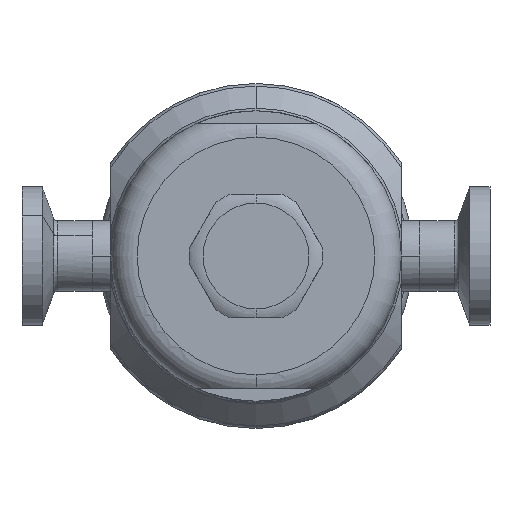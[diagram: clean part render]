
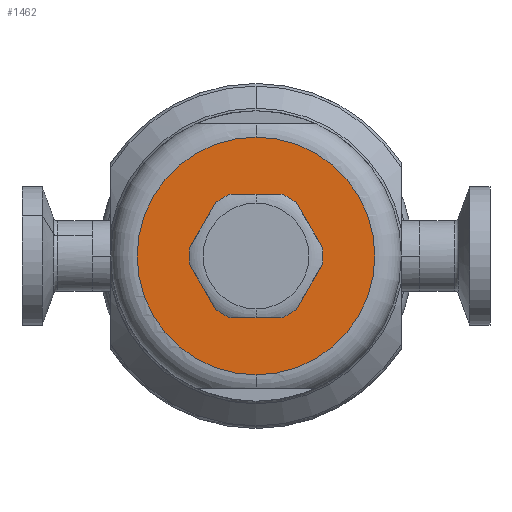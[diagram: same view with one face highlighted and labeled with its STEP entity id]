
A CAD part, front view. The second image highlights one B-rep face of the part: STEP entity #1462.
In plain terms, the highlighted planar face has unit normal (0, -1, 0).
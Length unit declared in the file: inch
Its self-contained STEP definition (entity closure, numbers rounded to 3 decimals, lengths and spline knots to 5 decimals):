
#11 = CIRCLE ( 'NONE', #225, 0.475 ) ;
#118 = DIRECTION ( 'NONE',  ( 0., 0., -1. ) ) ;
#145 = EDGE_CURVE ( 'NONE', #889, #3287, #602, .T. ) ;
#169 = CARTESIAN_POINT ( 'NONE',  ( 0., -2.25158, 0. ) ) ;
#193 = DIRECTION ( 'NONE',  ( 0., -1., 0. ) ) ;
#199 = CARTESIAN_POINT ( 'NONE',  ( 0.47138, -2.25158, -0.05855 ) ) ;
#205 = ORIENTED_EDGE ( 'NONE', *, *, #391, .F. ) ;
#206 = DIRECTION ( 'NONE',  ( -0.5, 0., 0.866 ) ) ;
#209 = CARTESIAN_POINT ( 'NONE',  ( -0.47138, -2.25158, 0.05855 ) ) ;
#215 = DIRECTION ( 'NONE',  ( 0., -1., 0. ) ) ;
#225 = AXIS2_PLACEMENT_3D ( 'NONE', #4137, #390, #836 ) ;
#248 = ORIENTED_EDGE ( 'NONE', *, *, #4615, .F. ) ;
#261 = ORIENTED_EDGE ( 'NONE', *, *, #2829, .F. ) ;
#270 = CARTESIAN_POINT ( 'NONE',  ( 0.18498, -2.25158, -0.4375 ) ) ;
#368 = ORIENTED_EDGE ( 'NONE', *, *, #2959, .F. ) ;
#373 = CARTESIAN_POINT ( 'NONE',  ( 0., -2.25158, 0. ) ) ;
#390 = DIRECTION ( 'NONE',  ( 0., -1., 0. ) ) ;
#391 = EDGE_CURVE ( 'NONE', #4157, #3523, #650, .T. ) ;
#436 = ORIENTED_EDGE ( 'NONE', *, *, #1434, .F. ) ;
#497 = CARTESIAN_POINT ( 'NONE',  ( 0., -2.25158, 0. ) ) ;
#532 = LINE ( 'NONE', #1603, #1156 ) ;
#544 = EDGE_LOOP ( 'NONE', ( #1072, #3615 ) ) ;
#563 = PLANE ( 'NONE',  #3414 ) ;
#570 = DIRECTION ( 'NONE',  ( 0., 0., -1. ) ) ;
#602 = CIRCLE ( 'NONE', #1757, 0.475 ) ;
#618 = VERTEX_POINT ( 'NONE', #1330 ) ;
#650 = LINE ( 'NONE', #3396, #2417 ) ;
#663 = DIRECTION ( 'NONE',  ( 0.5, 0., -0.866 ) ) ;
#786 = EDGE_CURVE ( 'NONE', #4541, #2396, #11, .T. ) ;
#836 = DIRECTION ( 'NONE',  ( 0., 0., -1. ) ) ;
#849 = EDGE_CURVE ( 'NONE', #3287, #4541, #532, .T. ) ;
#889 = VERTEX_POINT ( 'NONE', #936 ) ;
#936 = CARTESIAN_POINT ( 'NONE',  ( 0.28639, -2.25158, 0.37895 ) ) ;
#997 = VERTEX_POINT ( 'NONE', #1668 ) ;
#1039 = CIRCLE ( 'NONE', #2333, 0.475 ) ;
#1072 = ORIENTED_EDGE ( 'NONE', *, *, #3420, .T. ) ;
#1109 = DIRECTION ( 'NONE',  ( 0., -1., 0. ) ) ;
#1135 = DIRECTION ( 'NONE',  ( 0., 0., -1. ) ) ;
#1156 = VECTOR ( 'NONE', #4530, 39.37008 ) ;
#1268 = DIRECTION ( 'NONE',  ( 0., -1., 0. ) ) ;
#1317 = DIRECTION ( 'NONE',  ( 0., -1., 0. ) ) ;
#1324 = CARTESIAN_POINT ( 'NONE',  ( 0.25259, -2.25158, -0.4375 ) ) ;
#1330 = CARTESIAN_POINT ( 'NONE',  ( -0.28639, -2.25158, -0.37895 ) ) ;
#1352 = EDGE_CURVE ( 'NONE', #4216, #997, #1383, .T. ) ;
#1383 = CIRCLE ( 'NONE', #4306, 0.475 ) ;
#1434 = EDGE_CURVE ( 'NONE', #618, #2892, #2463, .T. ) ;
#1462 = ADVANCED_FACE ( 'NONE', ( #4365, #2927 ), #563, .T. ) ;
#1490 = CARTESIAN_POINT ( 'NONE',  ( 0., -2.25158, 0.84375 ) ) ;
#1501 = VECTOR ( 'NONE', #1710, 39.37008 ) ;
#1507 = CARTESIAN_POINT ( 'NONE',  ( -0.18498, -2.25158, 0.4375 ) ) ;
#1541 = CIRCLE ( 'NONE', #2216, 0.84375 ) ;
#1543 = LINE ( 'NONE', #2439, #2507 ) ;
#1600 = EDGE_CURVE ( 'NONE', #2012, #4157, #1039, .T. ) ;
#1603 = CARTESIAN_POINT ( 'NONE',  ( -0.25259, -2.25158, 0.4375 ) ) ;
#1608 = CARTESIAN_POINT ( 'NONE',  ( 0.18498, -2.25158, 0.4375 ) ) ;
#1609 = LINE ( 'NONE', #1324, #1501 ) ;
#1668 = CARTESIAN_POINT ( 'NONE',  ( -0.47138, -2.25158, -0.05855 ) ) ;
#1678 = DIRECTION ( 'NONE',  ( -0.5, 0., -0.866 ) ) ;
#1691 = CARTESIAN_POINT ( 'NONE',  ( 0., -2.25158, 0. ) ) ;
#1710 = DIRECTION ( 'NONE',  ( 1., 0., 0. ) ) ;
#1738 = ORIENTED_EDGE ( 'NONE', *, *, #3544, .F. ) ;
#1757 = AXIS2_PLACEMENT_3D ( 'NONE', #169, #4230, #3804 ) ;
#1923 = CARTESIAN_POINT ( 'NONE',  ( 0., -2.25158, 0. ) ) ;
#1937 = DIRECTION ( 'NONE',  ( 0., -1., 0. ) ) ;
#1948 = EDGE_CURVE ( 'NONE', #2892, #2012, #1609, .T. ) ;
#1950 = DIRECTION ( 'NONE',  ( 0.5, 0., 0.866 ) ) ;
#2012 = VERTEX_POINT ( 'NONE', #270 ) ;
#2111 = ORIENTED_EDGE ( 'NONE', *, *, #1352, .F. ) ;
#2197 = VERTEX_POINT ( 'NONE', #2233 ) ;
#2216 = AXIS2_PLACEMENT_3D ( 'NONE', #1691, #215, #570 ) ;
#2233 = CARTESIAN_POINT ( 'NONE',  ( 0.47138, -2.25158, 0.05855 ) ) ;
#2333 = AXIS2_PLACEMENT_3D ( 'NONE', #373, #1109, #1135 ) ;
#2384 = CARTESIAN_POINT ( 'NONE',  ( -0.28639, -2.25158, 0.37895 ) ) ;
#2396 = VERTEX_POINT ( 'NONE', #2384 ) ;
#2416 = CARTESIAN_POINT ( 'NONE',  ( 0., -2.25158, 0. ) ) ;
#2417 = VECTOR ( 'NONE', #1950, 39.37008 ) ;
#2439 = CARTESIAN_POINT ( 'NONE',  ( -0.50518, -2.25158, 0. ) ) ;
#2445 = CARTESIAN_POINT ( 'NONE',  ( -0.25259, -2.25158, -0.4375 ) ) ;
#2463 = CIRCLE ( 'NONE', #2641, 0.475 ) ;
#2507 = VECTOR ( 'NONE', #1678, 39.37008 ) ;
#2509 = ORIENTED_EDGE ( 'NONE', *, *, #1948, .F. ) ;
#2621 = VECTOR ( 'NONE', #206, 39.37008 ) ;
#2641 = AXIS2_PLACEMENT_3D ( 'NONE', #3102, #193, #3897 ) ;
#2766 = VERTEX_POINT ( 'NONE', #4506 ) ;
#2829 = EDGE_CURVE ( 'NONE', #2197, #889, #3257, .T. ) ;
#2844 = AXIS2_PLACEMENT_3D ( 'NONE', #2416, #1317, #3834 ) ;
#2892 = VERTEX_POINT ( 'NONE', #3470 ) ;
#2927 = FACE_BOUND ( 'NONE', #4557, .T. ) ;
#2959 = EDGE_CURVE ( 'NONE', #2396, #4216, #1543, .T. ) ;
#2993 = ORIENTED_EDGE ( 'NONE', *, *, #849, .F. ) ;
#3027 = CIRCLE ( 'NONE', #3364, 0.475 ) ;
#3102 = CARTESIAN_POINT ( 'NONE',  ( 0., -2.25158, 0. ) ) ;
#3199 = CIRCLE ( 'NONE', #2844, 0.84375 ) ;
#3257 = LINE ( 'NONE', #3359, #2621 ) ;
#3287 = VERTEX_POINT ( 'NONE', #1608 ) ;
#3359 = CARTESIAN_POINT ( 'NONE',  ( 0.25259, -2.25158, 0.4375 ) ) ;
#3364 = AXIS2_PLACEMENT_3D ( 'NONE', #1923, #1937, #118 ) ;
#3396 = CARTESIAN_POINT ( 'NONE',  ( 0.50518, -2.25158, 0. ) ) ;
#3414 = AXIS2_PLACEMENT_3D ( 'NONE', #3910, #4594, #4576 ) ;
#3420 = EDGE_CURVE ( 'NONE', #2766, #4545, #3199, .T. ) ;
#3423 = CARTESIAN_POINT ( 'NONE',  ( 0.28639, -2.25158, -0.37895 ) ) ;
#3426 = LINE ( 'NONE', #2445, #4398 ) ;
#3470 = CARTESIAN_POINT ( 'NONE',  ( -0.18498, -2.25158, -0.4375 ) ) ;
#3495 = EDGE_CURVE ( 'NONE', #4545, #2766, #1541, .T. ) ;
#3523 = VERTEX_POINT ( 'NONE', #199 ) ;
#3544 = EDGE_CURVE ( 'NONE', #997, #618, #3426, .T. ) ;
#3615 = ORIENTED_EDGE ( 'NONE', *, *, #3495, .T. ) ;
#3794 = DIRECTION ( 'NONE',  ( 0., 0., -1. ) ) ;
#3804 = DIRECTION ( 'NONE',  ( 0., 0., -1. ) ) ;
#3834 = DIRECTION ( 'NONE',  ( 0., 0., -1. ) ) ;
#3897 = DIRECTION ( 'NONE',  ( 0., 0., -1. ) ) ;
#3910 = CARTESIAN_POINT ( 'NONE',  ( 0.35, -2.25158, 0. ) ) ;
#4109 = ORIENTED_EDGE ( 'NONE', *, *, #1600, .F. ) ;
#4137 = CARTESIAN_POINT ( 'NONE',  ( 0., -2.25158, 0. ) ) ;
#4157 = VERTEX_POINT ( 'NONE', #3423 ) ;
#4216 = VERTEX_POINT ( 'NONE', #209 ) ;
#4230 = DIRECTION ( 'NONE',  ( 0., -1., 0. ) ) ;
#4306 = AXIS2_PLACEMENT_3D ( 'NONE', #497, #1268, #3794 ) ;
#4365 = FACE_OUTER_BOUND ( 'NONE', #544, .T. ) ;
#4398 = VECTOR ( 'NONE', #663, 39.37008 ) ;
#4506 = CARTESIAN_POINT ( 'NONE',  ( 0., -2.25158, -0.84375 ) ) ;
#4530 = DIRECTION ( 'NONE',  ( -1., 0., 0. ) ) ;
#4541 = VERTEX_POINT ( 'NONE', #1507 ) ;
#4545 = VERTEX_POINT ( 'NONE', #1490 ) ;
#4557 = EDGE_LOOP ( 'NONE', ( #436, #1738, #2111, #368, #4747, #2993, #4565, #261, #248, #205, #4109, #2509 ) ) ;
#4565 = ORIENTED_EDGE ( 'NONE', *, *, #145, .F. ) ;
#4576 = DIRECTION ( 'NONE',  ( 0., 0., -1. ) ) ;
#4594 = DIRECTION ( 'NONE',  ( 0., -1., 0. ) ) ;
#4615 = EDGE_CURVE ( 'NONE', #3523, #2197, #3027, .T. ) ;
#4747 = ORIENTED_EDGE ( 'NONE', *, *, #786, .F. ) ;
